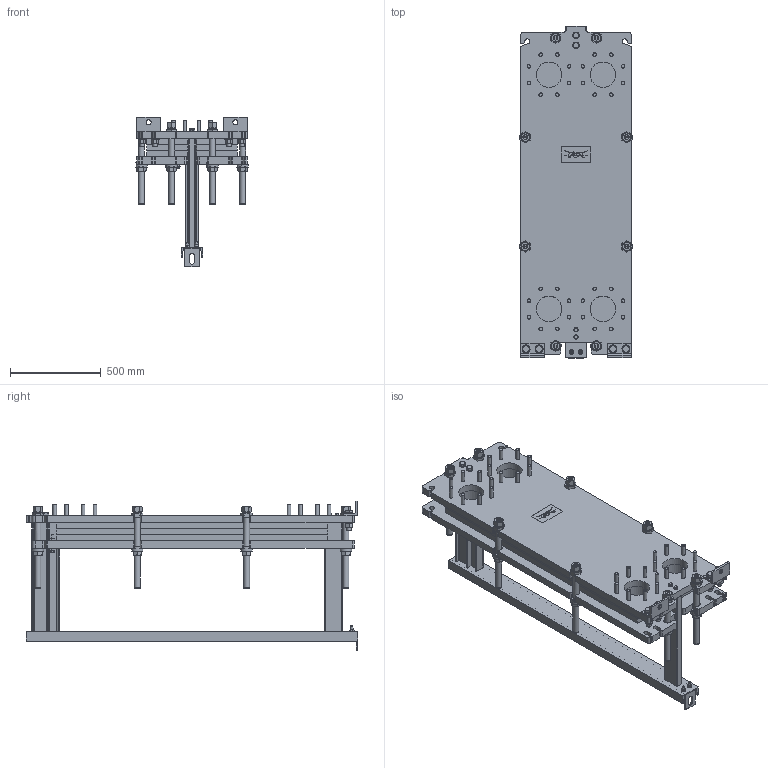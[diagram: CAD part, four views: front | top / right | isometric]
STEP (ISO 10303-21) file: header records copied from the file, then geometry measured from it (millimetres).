
FILE_DESCRIPTION(/* description */ ('T15-BFM, 35 plates, ALLOY 304'),/* implementation_level */ '2;1');
FILE_NAME(/* name */ 'DA_GPHE_Industry_Product.stp',/* time_stamp */ '2021-11-24T07:39:52+01:00',/* author */ (' '),/* organization */ ('Alfa Laval'),/* preprocessor_version */ 'ST-DEVELOPER v18.1',/* originating_system */ 'Autodesk Inventor 2021',/* authorisation */ '0 mm^3');
FILE_SCHEMA (('AUTOMOTIVE_DESIGN { 1 0 10303 214 3 1 1 }'));
Products named in the file (1): DA_GPHE_Industry_Product
Bounding box: 623 x 1833 x 826 mm (x, y, z)
Volume: 162550178.6 mm3; surface area: 6234427 mm2
Topology: 1 solids, 1 shells, 2317 faces, 5806 edges, 3656 vertices
Faces by surface type: plane 1089, cylinder 704, cone 405, bspline 74, torus 45
Full cylindrical faces by diameter (mm): 12 x6, 13 x5, 14 x4, 16.63 x6, 17.3 x16, 20 x32, 24 x17, 25 x8, 26 x4, 26.211 x8, 28 x2, 28.19 x4, 30 x8, 32 x8, 33.4 x16, 33.61 x4, 37 x4, 44 x8, 46 x8, 63 x8, 140 x12
Entity records: 72567 total; most frequent: CARTESIAN_POINT 16239, ORIENTED_EDGE 11548, DIRECTION 11154, EDGE_CURVE 5774, AXIS2_PLACEMENT_3D 4135, VERTEX_POINT 3656, LINE 2884, VECTOR 2884
